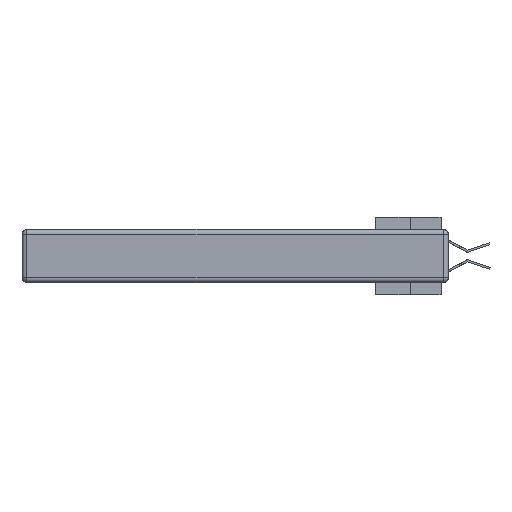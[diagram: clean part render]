
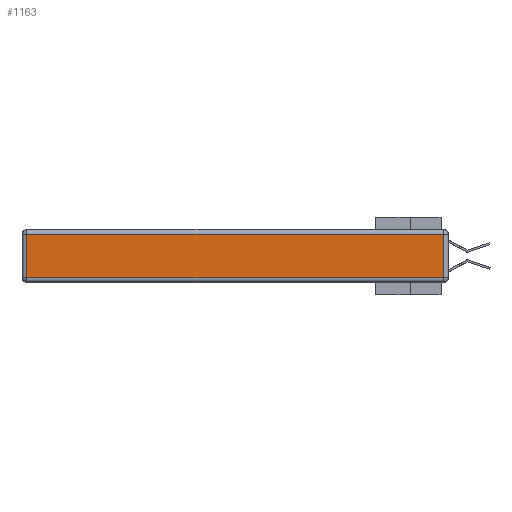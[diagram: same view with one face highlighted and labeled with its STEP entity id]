
A CAD part, left-side view. The second image highlights one B-rep face of the part: STEP entity #1163.
In plain terms, the highlighted planar face has unit normal (-1, 0, 0).
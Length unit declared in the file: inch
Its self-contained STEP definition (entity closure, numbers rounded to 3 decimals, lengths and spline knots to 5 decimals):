
#1163 = ADVANCED_FACE ( 'NONE', ( #1188 ), #10311, .T. ) ;
#1188 = FACE_OUTER_BOUND ( 'NONE', #17806, .T. ) ;
#1825 = EDGE_CURVE ( 'NONE', #37190, #8422, #23040, .T. ) ;
#2729 = CARTESIAN_POINT ( 'NONE',  ( 0., 2.72, -0.313 ) ) ;
#7067 = CARTESIAN_POINT ( 'NONE',  ( 0., 0.03, -0.03 ) ) ;
#8422 = VERTEX_POINT ( 'NONE', #30310 ) ;
#8457 = CARTESIAN_POINT ( 'NONE',  ( 0., 0.03, -0.313 ) ) ;
#9678 = DIRECTION ( 'NONE',  ( 0., -1., 0. ) ) ;
#10001 = VERTEX_POINT ( 'NONE', #2729 ) ;
#10166 = EDGE_CURVE ( 'NONE', #10001, #10507, #27696, .T. ) ;
#10311 = PLANE ( 'NONE',  #19834 ) ;
#10507 = VERTEX_POINT ( 'NONE', #8457 ) ;
#10762 = DIRECTION ( 'NONE',  ( 0., 1., 0. ) ) ;
#12123 = CARTESIAN_POINT ( 'NONE',  ( 0., 0.03, -0.343 ) ) ;
#14065 = EDGE_CURVE ( 'NONE', #8422, #10001, #33301, .T. ) ;
#14616 = VECTOR ( 'NONE', #18861, 39.37008 ) ;
#15213 = ORIENTED_EDGE ( 'NONE', *, *, #1825, .T. ) ;
#16497 = CARTESIAN_POINT ( 'NONE',  ( 0., 2.75, -0.03 ) ) ;
#17806 = EDGE_LOOP ( 'NONE', ( #19082, #27094, #15213, #18196 ) ) ;
#18196 = ORIENTED_EDGE ( 'NONE', *, *, #14065, .T. ) ;
#18861 = DIRECTION ( 'NONE',  ( 0., 0., 1. ) ) ;
#19082 = ORIENTED_EDGE ( 'NONE', *, *, #10166, .T. ) ;
#19834 = AXIS2_PLACEMENT_3D ( 'NONE', #28928, #28542, #22411 ) ;
#21135 = VECTOR ( 'NONE', #10762, 39.37008 ) ;
#21224 = EDGE_CURVE ( 'NONE', #10507, #37190, #21429, .T. ) ;
#21429 = LINE ( 'NONE', #12123, #14616 ) ;
#22411 = DIRECTION ( 'NONE',  ( 0., 0., 1. ) ) ;
#23040 = LINE ( 'NONE', #16497, #21135 ) ;
#27094 = ORIENTED_EDGE ( 'NONE', *, *, #21224, .T. ) ;
#27696 = LINE ( 'NONE', #30278, #29974 ) ;
#28542 = DIRECTION ( 'NONE',  ( -1., 0., 0. ) ) ;
#28928 = CARTESIAN_POINT ( 'NONE',  ( 0., 0., -0.343 ) ) ;
#29974 = VECTOR ( 'NONE', #9678, 39.37008 ) ;
#30278 = CARTESIAN_POINT ( 'NONE',  ( 0., 0., -0.313 ) ) ;
#30310 = CARTESIAN_POINT ( 'NONE',  ( 0., 2.72, -0.03 ) ) ;
#32639 = VECTOR ( 'NONE', #32906, 39.37008 ) ;
#32707 = CARTESIAN_POINT ( 'NONE',  ( 0., 2.72, -0.343 ) ) ;
#32906 = DIRECTION ( 'NONE',  ( 0., 0., -1. ) ) ;
#33301 = LINE ( 'NONE', #32707, #32639 ) ;
#37190 = VERTEX_POINT ( 'NONE', #7067 ) ;
